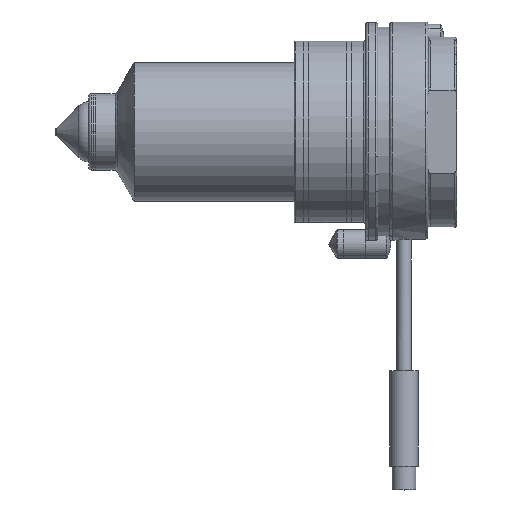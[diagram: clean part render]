
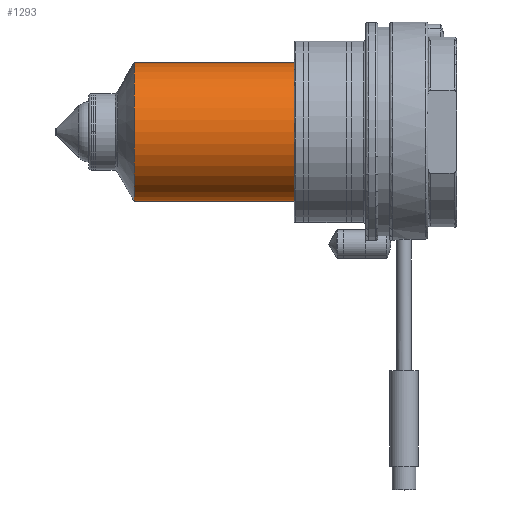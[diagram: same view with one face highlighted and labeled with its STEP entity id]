
A CAD part, top view. The second image highlights one B-rep face of the part: STEP entity #1293.
In plain terms, the highlighted cylindrical face has radius 14.5 mm (diameter 29 mm), a partial arc.
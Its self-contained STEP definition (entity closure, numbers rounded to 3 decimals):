
#71 = AXIS2_PLACEMENT_3D ( 'NONE', #13354, #13348, #13331 ) ;
#1250 = CARTESIAN_POINT ( 'NONE',  ( -14.5, 0., -16.464 ) ) ;
#1293 = ADVANCED_FACE ( 'NONE', ( #7889 ), #11546, .T. ) ;
#2436 = CIRCLE ( 'NONE', #71, 14.5 ) ;
#2701 = EDGE_CURVE ( 'NONE', #14243, #5344, #2436, .T. ) ;
#2896 = VERTEX_POINT ( 'NONE', #12607 ) ;
#3198 = EDGE_CURVE ( 'NONE', #5344, #11506, #9408, .T. ) ;
#4909 = ORIENTED_EDGE ( 'NONE', *, *, #2701, .T. ) ;
#5088 = EDGE_LOOP ( 'NONE', ( #4909, #11992, #11273, #9386 ) ) ;
#5199 = CIRCLE ( 'NONE', #13033, 14.5 ) ;
#5316 = CARTESIAN_POINT ( 'NONE',  ( 14.5, 0., -50. ) ) ;
#5344 = VERTEX_POINT ( 'NONE', #8978 ) ;
#6323 = EDGE_CURVE ( 'NONE', #14243, #2896, #7850, .T. ) ;
#6413 = EDGE_CURVE ( 'NONE', #2896, #11506, #5199, .T. ) ;
#6512 = DIRECTION ( 'NONE',  ( 0., 0., -1. ) ) ;
#6524 = CARTESIAN_POINT ( 'NONE',  ( 0., 0., 0. ) ) ;
#6586 = DIRECTION ( 'NONE',  ( -1., 0., 0. ) ) ;
#7113 = VECTOR ( 'NONE', #10860, 1000. ) ;
#7850 = LINE ( 'NONE', #11618, #13844 ) ;
#7889 = FACE_OUTER_BOUND ( 'NONE', #5088, .T. ) ;
#8978 = CARTESIAN_POINT ( 'NONE',  ( 14.5, 0., -16.464 ) ) ;
#9386 = ORIENTED_EDGE ( 'NONE', *, *, #6323, .F. ) ;
#9408 = LINE ( 'NONE', #11030, #7113 ) ;
#10860 = DIRECTION ( 'NONE',  ( 0., 0., -1. ) ) ;
#11030 = CARTESIAN_POINT ( 'NONE',  ( 14.5, 0., 0. ) ) ;
#11070 = DIRECTION ( 'NONE',  ( -1., 0., 0. ) ) ;
#11103 = DIRECTION ( 'NONE',  ( 0., 0., -1. ) ) ;
#11118 = CARTESIAN_POINT ( 'NONE',  ( 0., 0., -50. ) ) ;
#11273 = ORIENTED_EDGE ( 'NONE', *, *, #6413, .F. ) ;
#11506 = VERTEX_POINT ( 'NONE', #5316 ) ;
#11546 = CYLINDRICAL_SURFACE ( 'NONE', #11841, 14.5 ) ;
#11618 = CARTESIAN_POINT ( 'NONE',  ( -14.5, 0., 0. ) ) ;
#11743 = DIRECTION ( 'NONE',  ( 0., 0., -1. ) ) ;
#11841 = AXIS2_PLACEMENT_3D ( 'NONE', #6524, #6512, #6586 ) ;
#11992 = ORIENTED_EDGE ( 'NONE', *, *, #3198, .T. ) ;
#12607 = CARTESIAN_POINT ( 'NONE',  ( -14.5, 0., -50. ) ) ;
#13033 = AXIS2_PLACEMENT_3D ( 'NONE', #11118, #11103, #11070 ) ;
#13331 = DIRECTION ( 'NONE',  ( -1., 0., 0. ) ) ;
#13348 = DIRECTION ( 'NONE',  ( 0., 0., -1. ) ) ;
#13354 = CARTESIAN_POINT ( 'NONE',  ( 0., 0., -16.464 ) ) ;
#13844 = VECTOR ( 'NONE', #11743, 1000. ) ;
#14243 = VERTEX_POINT ( 'NONE', #1250 ) ;
